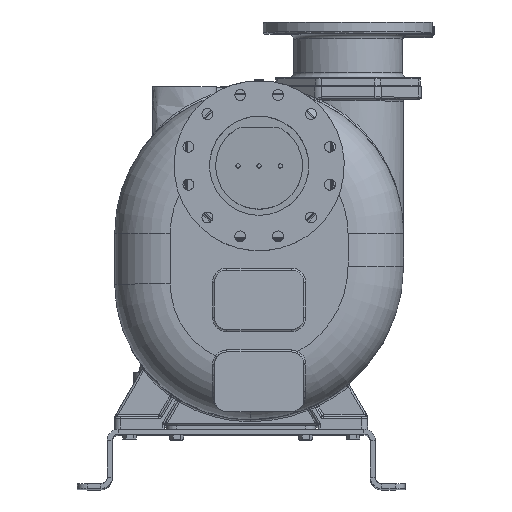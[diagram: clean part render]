
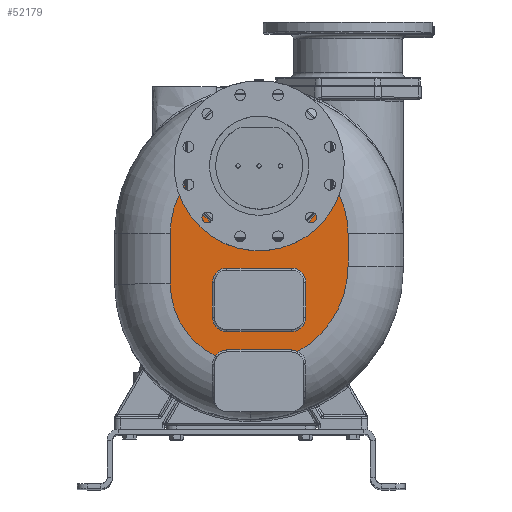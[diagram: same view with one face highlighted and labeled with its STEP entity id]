
A CAD part, top view. The second image highlights one B-rep face of the part: STEP entity #52179.
In plain terms, the highlighted planar face has unit normal (0, 0, 1).
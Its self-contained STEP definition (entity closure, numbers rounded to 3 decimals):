
#14961=CARTESIAN_POINT('',(36.,394.,248.));
#14962=DIRECTION('',(0.,0.,1.));
#14963=DIRECTION('',(1.,0.,0.));
#14964=AXIS2_PLACEMENT_3D('',#14961,#14962,#14963);
#14966=DIRECTION('',(0.,1.,0.));
#14967=VECTOR('',#14966,66.);
#14968=CARTESIAN_POINT('',(215.,328.,248.));
#14969=LINE('',#14968,#14967);
#14970=CARTESIAN_POINT('',(18.,328.,248.));
#14971=DIRECTION('',(0.,0.,1.));
#14972=DIRECTION('',(0.487,-0.873,0.));
#14973=AXIS2_PLACEMENT_3D('',#14970,#14971,#14972);
#14975=CARTESIAN_POINT('',(101.,130.,248.));
#14976=DIRECTION('',(0.,0.,1.));
#14977=DIRECTION('',(0.447,0.895,0.));
#14978=AXIS2_PLACEMENT_3D('',#14975,#14976,#14977);
#14980=DIRECTION('',(-1.,0.,0.));
#14981=VECTOR('',#14980,130.);
#14982=CARTESIAN_POINT('',(101.,159.,248.));
#14983=LINE('',#14982,#14981);
#14984=CARTESIAN_POINT('',(-29.,130.,248.));
#14985=DIRECTION('',(0.,0.,1.));
#14986=DIRECTION('',(0.,1.,0.));
#14987=AXIS2_PLACEMENT_3D('',#14984,#14985,#14986);
#14989=CARTESIAN_POINT('',(18.,292.,248.));
#14990=DIRECTION('',(0.,0.,1.));
#14991=DIRECTION('',(-1.,0.,0.));
#14992=AXIS2_PLACEMENT_3D('',#14989,#14990,#14991);
#14994=DIRECTION('',(0.,-1.,0.));
#14995=VECTOR('',#14994,102.);
#14996=CARTESIAN_POINT('',(-143.,394.,248.));
#14997=LINE('',#14996,#14995);
#14998=CARTESIAN_POINT('',(36.,394.,248.));
#14999=DIRECTION('',(0.,0.,1.));
#15000=DIRECTION('',(-0.838,0.546,0.));
#15001=AXIS2_PLACEMENT_3D('',#14998,#14999,#15000);
#15003=DIRECTION('',(0.,-1.,0.));
#15004=VECTOR('',#15003,15.526);
#15005=CARTESIAN_POINT('',(-114.,491.678,248.));
#15006=LINE('',#15005,#15004);
#15007=CARTESIAN_POINT('',(-94.,476.152,248.));
#15008=DIRECTION('',(0.,0.,1.));
#15009=DIRECTION('',(-1.,0.,0.));
#15010=AXIS2_PLACEMENT_3D('',#15007,#15008,#15009);
#15012=DIRECTION('',(0.707,-0.707,0.));
#15013=VECTOR('',#15012,107.696);
#15014=CARTESIAN_POINT('',(-108.142,462.01,248.));
#15015=LINE('',#15014,#15013);
#15016=CARTESIAN_POINT('',(-17.848,400.,248.));
#15017=DIRECTION('',(0.,0.,1.));
#15018=DIRECTION('',(-0.707,-0.707,0.));
#15019=AXIS2_PLACEMENT_3D('',#15016,#15017,#15018);
#15021=DIRECTION('',(1.,0.,0.));
#15022=VECTOR('',#15021,107.696);
#15023=CARTESIAN_POINT('',(-17.848,380.,248.));
#15024=LINE('',#15023,#15022);
#15025=CARTESIAN_POINT('',(89.848,400.,248.));
#15026=DIRECTION('',(0.,0.,1.));
#15027=DIRECTION('',(0.,-1.,0.));
#15028=AXIS2_PLACEMENT_3D('',#15025,#15026,#15027);
#15030=DIRECTION('',(0.707,0.707,0.));
#15031=VECTOR('',#15030,107.696);
#15032=CARTESIAN_POINT('',(103.99,385.858,248.));
#15033=LINE('',#15032,#15031);
#15034=CARTESIAN_POINT('',(166.,476.152,248.));
#15035=DIRECTION('',(0.,0.,1.));
#15036=DIRECTION('',(0.707,-0.707,0.));
#15037=AXIS2_PLACEMENT_3D('',#15034,#15035,#15036);
#15039=DIRECTION('',(0.,1.,0.));
#15040=VECTOR('',#15039,15.526);
#15041=CARTESIAN_POINT('',(186.,476.152,248.));
#15042=LINE('',#15041,#15040);
#15043=CARTESIAN_POINT('',(-29.,225.,248.));
#15044=DIRECTION('',(0.,0.,1.));
#15045=DIRECTION('',(-1.,0.,0.));
#15046=AXIS2_PLACEMENT_3D('',#15043,#15044,#15045);
#15048=DIRECTION('',(1.,0.,0.));
#15049=VECTOR('',#15048,130.);
#15050=CARTESIAN_POINT('',(-29.,196.,248.));
#15051=LINE('',#15050,#15049);
#15052=CARTESIAN_POINT('',(101.,225.,248.));
#15053=DIRECTION('',(0.,0.,1.));
#15054=DIRECTION('',(0.,-1.,0.));
#15055=AXIS2_PLACEMENT_3D('',#15052,#15053,#15054);
#15057=DIRECTION('',(0.,1.,0.));
#15058=VECTOR('',#15057,70.);
#15059=CARTESIAN_POINT('',(130.,225.,248.));
#15060=LINE('',#15059,#15058);
#15061=CARTESIAN_POINT('',(101.,295.,248.));
#15062=DIRECTION('',(0.,0.,1.));
#15063=DIRECTION('',(1.,0.,0.));
#15064=AXIS2_PLACEMENT_3D('',#15061,#15062,#15063);
#15066=DIRECTION('',(-1.,0.,0.));
#15067=VECTOR('',#15066,130.);
#15068=CARTESIAN_POINT('',(101.,324.,248.));
#15069=LINE('',#15068,#15067);
#15070=CARTESIAN_POINT('',(-29.,295.,248.));
#15071=DIRECTION('',(0.,0.,1.));
#15072=DIRECTION('',(0.,1.,0.));
#15073=AXIS2_PLACEMENT_3D('',#15070,#15071,#15072);
#15075=DIRECTION('',(0.,-1.,0.));
#15076=VECTOR('',#15075,70.);
#15077=CARTESIAN_POINT('',(-58.,295.,248.));
#15078=LINE('',#15077,#15076);
#33891=CARTESIAN_POINT('',(215.,328.,248.));
#33892=CARTESIAN_POINT('',(215.,394.,248.));
#33893=VERTEX_POINT('',#33891);
#33894=VERTEX_POINT('',#33892);
#33899=CARTESIAN_POINT('',(-143.,394.,248.));
#33900=CARTESIAN_POINT('',(-143.,292.,248.));
#33901=VERTEX_POINT('',#33899);
#33902=VERTEX_POINT('',#33900);
#33903=CARTESIAN_POINT('',(-58.,225.,248.));
#33904=CARTESIAN_POINT('',(-29.,196.,248.));
#33905=VERTEX_POINT('',#33903);
#33906=VERTEX_POINT('',#33904);
#33911=CARTESIAN_POINT('',(101.,196.,248.));
#33912=VERTEX_POINT('',#33911);
#33915=CARTESIAN_POINT('',(130.,225.,248.));
#33916=VERTEX_POINT('',#33915);
#33919=CARTESIAN_POINT('',(130.,295.,248.));
#33920=VERTEX_POINT('',#33919);
#33923=CARTESIAN_POINT('',(101.,324.,248.));
#33924=VERTEX_POINT('',#33923);
#33927=CARTESIAN_POINT('',(-29.,324.,248.));
#33928=VERTEX_POINT('',#33927);
#33931=CARTESIAN_POINT('',(-58.,295.,248.));
#33932=VERTEX_POINT('',#33931);
#34150=CARTESIAN_POINT('',(-52.358,147.187,248.));
#34151=VERTEX_POINT('',#34150);
#34175=CARTESIAN_POINT('',(113.952,155.947,248.));
#34176=CARTESIAN_POINT('',(101.,159.,248.));
#34177=VERTEX_POINT('',#34175);
#34178=VERTEX_POINT('',#34176);
#34187=CARTESIAN_POINT('',(-29.,159.,248.));
#34188=VERTEX_POINT('',#34187);
#34193=CARTESIAN_POINT('',(186.,491.678,248.));
#34194=VERTEX_POINT('',#34193);
#34195=CARTESIAN_POINT('',(-114.,491.678,248.));
#34196=VERTEX_POINT('',#34195);
#34204=CARTESIAN_POINT('',(186.,476.152,248.));
#34205=VERTEX_POINT('',#34204);
#34208=CARTESIAN_POINT('',(180.142,462.01,248.));
#34209=VERTEX_POINT('',#34208);
#34212=CARTESIAN_POINT('',(103.99,385.858,248.));
#34213=VERTEX_POINT('',#34212);
#34216=CARTESIAN_POINT('',(89.848,380.,248.));
#34217=VERTEX_POINT('',#34216);
#34220=CARTESIAN_POINT('',(-17.848,380.,248.));
#34221=VERTEX_POINT('',#34220);
#34224=CARTESIAN_POINT('',(-31.99,385.858,248.));
#34225=VERTEX_POINT('',#34224);
#34228=CARTESIAN_POINT('',(-108.142,462.01,248.));
#34229=VERTEX_POINT('',#34228);
#34232=CARTESIAN_POINT('',(-114.,476.152,248.));
#34233=VERTEX_POINT('',#34232);
#52119=CARTESIAN_POINT('',(0.,310.,248.));
#52120=DIRECTION('',(0.,0.,1.));
#52121=DIRECTION('',(-1.,0.,0.));
#52122=AXIS2_PLACEMENT_3D('',#52119,#52120,#52121);
#52123=PLANE('',#52122);
#52125=ORIENTED_EDGE('',*,*,#52124,.F.);
#52126=ORIENTED_EDGE('',*,*,#52109,.F.);
#52128=ORIENTED_EDGE('',*,*,#52127,.F.);
#52130=ORIENTED_EDGE('',*,*,#52129,.T.);
#52132=ORIENTED_EDGE('',*,*,#52131,.T.);
#52134=ORIENTED_EDGE('',*,*,#52133,.T.);
#52136=ORIENTED_EDGE('',*,*,#52135,.F.);
#52138=ORIENTED_EDGE('',*,*,#52137,.F.);
#52140=ORIENTED_EDGE('',*,*,#52139,.F.);
#52142=ORIENTED_EDGE('',*,*,#52141,.T.);
#52144=ORIENTED_EDGE('',*,*,#52143,.T.);
#52146=ORIENTED_EDGE('',*,*,#52145,.T.);
#52148=ORIENTED_EDGE('',*,*,#52147,.T.);
#52150=ORIENTED_EDGE('',*,*,#52149,.T.);
#52152=ORIENTED_EDGE('',*,*,#52151,.T.);
#52154=ORIENTED_EDGE('',*,*,#52153,.T.);
#52156=ORIENTED_EDGE('',*,*,#52155,.T.);
#52158=ORIENTED_EDGE('',*,*,#52157,.T.);
#52159=EDGE_LOOP('',(#52125,#52126,#52128,#52130,#52132,#52134,#52136,#52138,
#52140,#52142,#52144,#52146,#52148,#52150,#52152,#52154,#52156,#52158));
#52160=FACE_OUTER_BOUND('',#52159,.F.);
#52162=ORIENTED_EDGE('',*,*,#52161,.T.);
#52164=ORIENTED_EDGE('',*,*,#52163,.T.);
#52166=ORIENTED_EDGE('',*,*,#52165,.T.);
#52168=ORIENTED_EDGE('',*,*,#52167,.T.);
#52170=ORIENTED_EDGE('',*,*,#52169,.T.);
#52172=ORIENTED_EDGE('',*,*,#52171,.T.);
#52174=ORIENTED_EDGE('',*,*,#52173,.T.);
#52176=ORIENTED_EDGE('',*,*,#52175,.T.);
#52177=EDGE_LOOP('',(#52162,#52164,#52166,#52168,#52170,#52172,#52174,#52176));
#52178=FACE_BOUND('',#52177,.F.);
#52179=ADVANCED_FACE('',(#52160,#52178),#52123,.T.);
#14965=CIRCLE('',#14964,179.);
#14974=CIRCLE('',#14973,197.);
#14979=CIRCLE('',#14978,29.);
#14988=CIRCLE('',#14987,29.);
#14993=CIRCLE('',#14992,161.);
#15002=CIRCLE('',#15001,179.);
#15011=CIRCLE('',#15010,20.);
#15020=CIRCLE('',#15019,20.);
#15029=CIRCLE('',#15028,20.);
#15038=CIRCLE('',#15037,20.);
#15047=CIRCLE('',#15046,29.);
#15056=CIRCLE('',#15055,29.);
#15065=CIRCLE('',#15064,29.);
#15074=CIRCLE('',#15073,29.);
#52109=EDGE_CURVE('',#33893,#33894,#14969,.T.);
#52124=EDGE_CURVE('',#33894,#34194,#14965,.T.);
#52127=EDGE_CURVE('',#34177,#33893,#14974,.T.);
#52129=EDGE_CURVE('',#34177,#34178,#14979,.T.);
#52131=EDGE_CURVE('',#34178,#34188,#14983,.T.);
#52133=EDGE_CURVE('',#34188,#34151,#14988,.T.);
#52135=EDGE_CURVE('',#33902,#34151,#14993,.T.);
#52137=EDGE_CURVE('',#33901,#33902,#14997,.T.);
#52139=EDGE_CURVE('',#34196,#33901,#15002,.T.);
#52141=EDGE_CURVE('',#34196,#34233,#15006,.T.);
#52143=EDGE_CURVE('',#34233,#34229,#15011,.T.);
#52145=EDGE_CURVE('',#34229,#34225,#15015,.T.);
#52147=EDGE_CURVE('',#34225,#34221,#15020,.T.);
#52149=EDGE_CURVE('',#34221,#34217,#15024,.T.);
#52151=EDGE_CURVE('',#34217,#34213,#15029,.T.);
#52153=EDGE_CURVE('',#34213,#34209,#15033,.T.);
#52155=EDGE_CURVE('',#34209,#34205,#15038,.T.);
#52157=EDGE_CURVE('',#34205,#34194,#15042,.T.);
#52161=EDGE_CURVE('',#33905,#33906,#15047,.T.);
#52163=EDGE_CURVE('',#33906,#33912,#15051,.T.);
#52165=EDGE_CURVE('',#33912,#33916,#15056,.T.);
#52167=EDGE_CURVE('',#33916,#33920,#15060,.T.);
#52169=EDGE_CURVE('',#33920,#33924,#15065,.T.);
#52171=EDGE_CURVE('',#33924,#33928,#15069,.T.);
#52173=EDGE_CURVE('',#33928,#33932,#15074,.T.);
#52175=EDGE_CURVE('',#33932,#33905,#15078,.T.);
